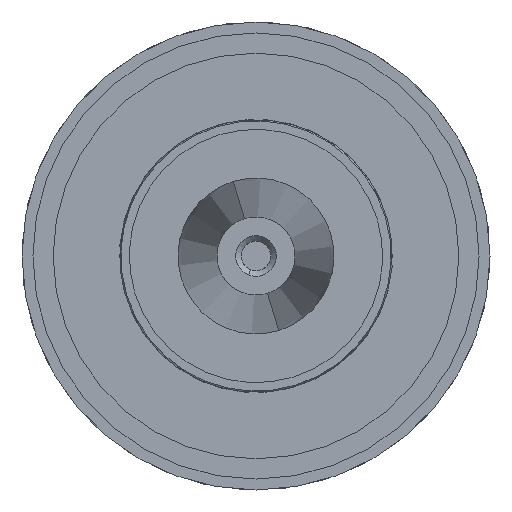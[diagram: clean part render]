
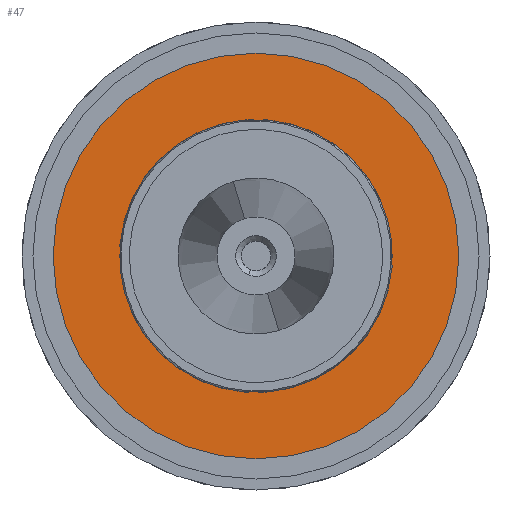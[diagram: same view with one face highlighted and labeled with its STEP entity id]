
A CAD part, front view. The second image highlights one B-rep face of the part: STEP entity #47.
In plain terms, the highlighted planar face has unit normal (0, -1, 0).
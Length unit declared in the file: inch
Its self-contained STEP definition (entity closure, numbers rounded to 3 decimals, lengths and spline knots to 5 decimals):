
#37 = EDGE_CURVE ( 'NONE', #3268, #733, #1894, .T. ) ;
#47 = ADVANCED_FACE ( 'NONE', ( #5957, #2268 ), #4553, .F. ) ;
#303 = DIRECTION ( 'NONE',  ( -0.996, 0., -0.089 ) ) ;
#656 = CARTESIAN_POINT ( 'NONE',  ( 0., 1.91604, 0. ) ) ;
#733 = VERTEX_POINT ( 'NONE', #5783 ) ;
#742 = DIRECTION ( 'NONE',  ( 0., -1., 0. ) ) ;
#749 = ORIENTED_EDGE ( 'NONE', *, *, #779, .F. ) ;
#779 = EDGE_CURVE ( 'NONE', #733, #3268, #5967, .T. ) ;
#789 = DIRECTION ( 'NONE',  ( 0., 1., 0. ) ) ;
#859 = EDGE_CURVE ( 'NONE', #1845, #5636, #984, .T. ) ;
#894 = AXIS2_PLACEMENT_3D ( 'NONE', #4358, #742, #3080 ) ;
#984 = CIRCLE ( 'NONE', #4008, 0.65 ) ;
#1350 = CIRCLE ( 'NONE', #5246, 0.65 ) ;
#1845 = VERTEX_POINT ( 'NONE', #4799 ) ;
#1852 = EDGE_LOOP ( 'NONE', ( #3914, #749 ) ) ;
#1894 = CIRCLE ( 'NONE', #5592, 0.4375 ) ;
#2194 = EDGE_LOOP ( 'NONE', ( #4870, #4141 ) ) ;
#2268 = FACE_OUTER_BOUND ( 'NONE', #2194, .T. ) ;
#2639 = DIRECTION ( 'NONE',  ( 0., -1., 0. ) ) ;
#2659 = CARTESIAN_POINT ( 'NONE',  ( 0., 1.91604, 0. ) ) ;
#3080 = DIRECTION ( 'NONE',  ( 0.996, 0., 0.089 ) ) ;
#3268 = VERTEX_POINT ( 'NONE', #5113 ) ;
#3474 = DIRECTION ( 'NONE',  ( 0., 1., 0. ) ) ;
#3671 = DIRECTION ( 'NONE',  ( 0.996, 0., 0.089 ) ) ;
#3914 = ORIENTED_EDGE ( 'NONE', *, *, #37, .F. ) ;
#4008 = AXIS2_PLACEMENT_3D ( 'NONE', #656, #3474, #4418 ) ;
#4141 = ORIENTED_EDGE ( 'NONE', *, *, #859, .F. ) ;
#4264 = EDGE_CURVE ( 'NONE', #5636, #1845, #1350, .T. ) ;
#4358 = CARTESIAN_POINT ( 'NONE',  ( 0., 1.91604, 0. ) ) ;
#4418 = DIRECTION ( 'NONE',  ( -1., 0., 0. ) ) ;
#4490 = CARTESIAN_POINT ( 'NONE',  ( -0.43575, 1.91604, -0.0391 ) ) ;
#4510 = DIRECTION ( 'NONE',  ( 0., 1., 0. ) ) ;
#4553 = PLANE ( 'NONE',  #5496 ) ;
#4656 = CARTESIAN_POINT ( 'NONE',  ( 0., 1.91604, -0.65 ) ) ;
#4799 = CARTESIAN_POINT ( 'NONE',  ( 0., 1.91604, 0.65 ) ) ;
#4870 = ORIENTED_EDGE ( 'NONE', *, *, #4264, .F. ) ;
#4940 = CARTESIAN_POINT ( 'NONE',  ( 0., 1.91604, 0. ) ) ;
#5086 = DIRECTION ( 'NONE',  ( -1., 0., 0. ) ) ;
#5113 = CARTESIAN_POINT ( 'NONE',  ( 0.43575, 1.91604, 0.0391 ) ) ;
#5246 = AXIS2_PLACEMENT_3D ( 'NONE', #2659, #4510, #5086 ) ;
#5496 = AXIS2_PLACEMENT_3D ( 'NONE', #4490, #789, #303 ) ;
#5592 = AXIS2_PLACEMENT_3D ( 'NONE', #4940, #2639, #3671 ) ;
#5636 = VERTEX_POINT ( 'NONE', #4656 ) ;
#5783 = CARTESIAN_POINT ( 'NONE',  ( -0.43575, 1.91604, -0.0391 ) ) ;
#5957 = FACE_BOUND ( 'NONE', #1852, .T. ) ;
#5967 = CIRCLE ( 'NONE', #894, 0.4375 ) ;
